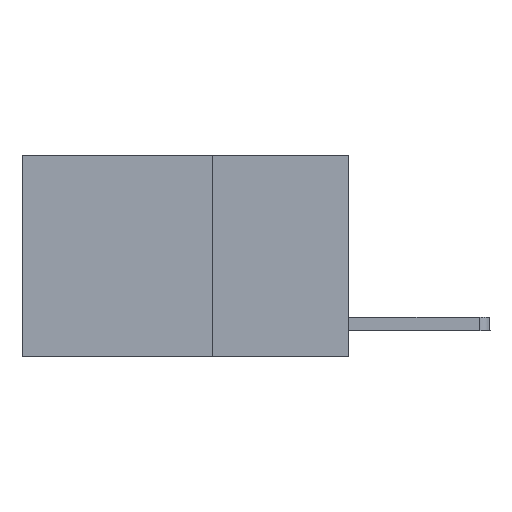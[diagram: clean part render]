
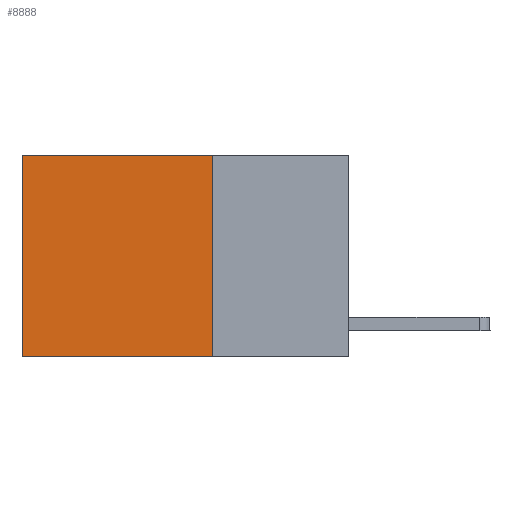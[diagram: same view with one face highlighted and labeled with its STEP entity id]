
A CAD part, left-side view. The second image highlights one B-rep face of the part: STEP entity #8888.
In plain terms, the highlighted planar face has unit normal (-1, 0, 0).
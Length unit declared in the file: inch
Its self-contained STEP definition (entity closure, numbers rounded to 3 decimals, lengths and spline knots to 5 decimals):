
#225 = EDGE_CURVE ( 'NONE', #7361, #8653, #2945, .T. ) ;
#824 = CARTESIAN_POINT ( 'NONE',  ( 0.2625, 0.25, 0. ) ) ;
#1000 = LINE ( 'NONE', #5375, #2401 ) ;
#1157 = ORIENTED_EDGE ( 'NONE', *, *, #6105, .F. ) ;
#1177 = VECTOR ( 'NONE', #6213, 39.37008 ) ;
#1451 = CARTESIAN_POINT ( 'NONE',  ( 0.2625, 0.25, -0.37 ) ) ;
#1605 = CARTESIAN_POINT ( 'NONE',  ( 0.2625, 0.6, 0. ) ) ;
#2401 = VECTOR ( 'NONE', #6892, 39.37008 ) ;
#2704 = LINE ( 'NONE', #4274, #8512 ) ;
#2945 = LINE ( 'NONE', #1451, #3171 ) ;
#3171 = VECTOR ( 'NONE', #5111, 39.37008 ) ;
#3986 = AXIS2_PLACEMENT_3D ( 'NONE', #6297, #4897, #9296 ) ;
#4134 = PLANE ( 'NONE',  #3986 ) ;
#4274 = CARTESIAN_POINT ( 'NONE',  ( 0.2625, 0.25, 0. ) ) ;
#4493 = ORIENTED_EDGE ( 'NONE', *, *, #225, .F. ) ;
#4670 = EDGE_LOOP ( 'NONE', ( #5653, #4493, #1157, #5789 ) ) ;
#4897 = DIRECTION ( 'NONE',  ( 1., 0., 0. ) ) ;
#5111 = DIRECTION ( 'NONE',  ( 0., 1., 0. ) ) ;
#5375 = CARTESIAN_POINT ( 'NONE',  ( 0.2625, 0.25, 0. ) ) ;
#5653 = ORIENTED_EDGE ( 'NONE', *, *, #8323, .T. ) ;
#5789 = ORIENTED_EDGE ( 'NONE', *, *, #6253, .T. ) ;
#6105 = EDGE_CURVE ( 'NONE', #7895, #7361, #1000, .T. ) ;
#6213 = DIRECTION ( 'NONE',  ( 0., 0., -1. ) ) ;
#6253 = EDGE_CURVE ( 'NONE', #7895, #7204, #2704, .T. ) ;
#6297 = CARTESIAN_POINT ( 'NONE',  ( 0.2625, 0.25, 0. ) ) ;
#6391 = FACE_OUTER_BOUND ( 'NONE', #4670, .T. ) ;
#6580 = CARTESIAN_POINT ( 'NONE',  ( 0.2625, 0.25, -0.37 ) ) ;
#6892 = DIRECTION ( 'NONE',  ( 0., 0., -1. ) ) ;
#7173 = DIRECTION ( 'NONE',  ( 0., 1., 0. ) ) ;
#7204 = VERTEX_POINT ( 'NONE', #7923 ) ;
#7361 = VERTEX_POINT ( 'NONE', #6580 ) ;
#7426 = CARTESIAN_POINT ( 'NONE',  ( 0.2625, 0.6, -0.37 ) ) ;
#7895 = VERTEX_POINT ( 'NONE', #824 ) ;
#7923 = CARTESIAN_POINT ( 'NONE',  ( 0.2625, 0.6, 0. ) ) ;
#8323 = EDGE_CURVE ( 'NONE', #7204, #8653, #9117, .T. ) ;
#8512 = VECTOR ( 'NONE', #7173, 39.37008 ) ;
#8653 = VERTEX_POINT ( 'NONE', #7426 ) ;
#8888 = ADVANCED_FACE ( 'NONE', ( #6391 ), #4134, .F. ) ;
#9117 = LINE ( 'NONE', #1605, #1177 ) ;
#9296 = DIRECTION ( 'NONE',  ( 0., 0., -1. ) ) ;
